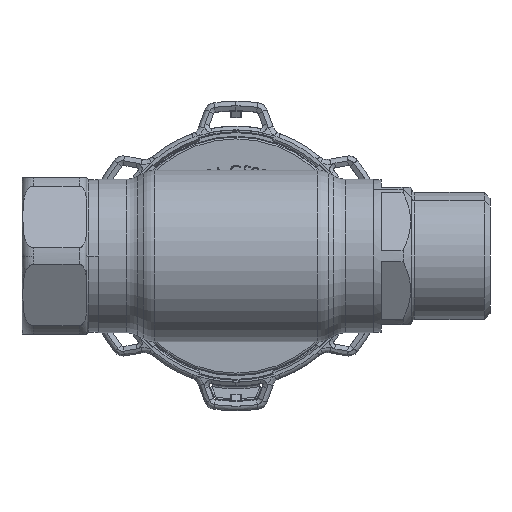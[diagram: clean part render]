
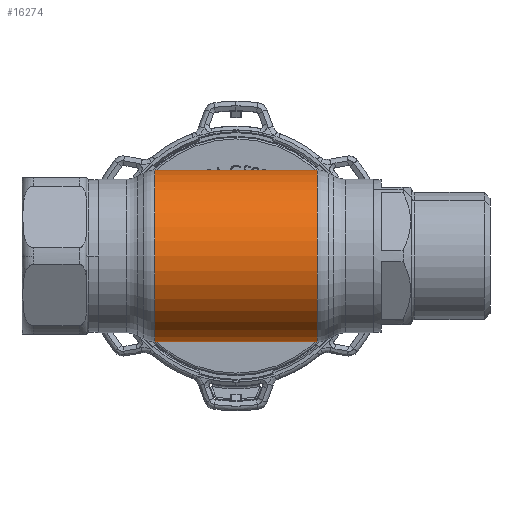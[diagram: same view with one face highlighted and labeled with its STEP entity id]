
A CAD part, front view. The second image highlights one B-rep face of the part: STEP entity #16274.
In plain terms, the highlighted cylindrical face has radius 22.5 mm (diameter 45 mm), a partial arc.
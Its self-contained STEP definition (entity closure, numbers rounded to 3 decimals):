
#766 = VECTOR ( 'NONE', #32406, 1000. ) ;
#2443 = EDGE_CURVE ( 'NONE', #11801, #31537, #5846, .T. ) ;
#3104 = CARTESIAN_POINT ( 'NONE',  ( -62.69, 0., -22.5 ) ) ;
#3818 = FACE_OUTER_BOUND ( 'NONE', #30098, .T. ) ;
#5304 = DIRECTION ( 'NONE',  ( -1., 0., 0. ) ) ;
#5846 = CIRCLE ( 'NONE', #37627, 22.5 ) ;
#5924 = AXIS2_PLACEMENT_3D ( 'NONE', #7909, #28397, #10065 ) ;
#6251 = CARTESIAN_POINT ( 'NONE',  ( -21.285, 0., -22.5 ) ) ;
#7457 = DIRECTION ( 'NONE',  ( -1., 0., 0. ) ) ;
#7622 = CARTESIAN_POINT ( 'NONE',  ( 21.285, 0., 22.5 ) ) ;
#7909 = CARTESIAN_POINT ( 'NONE',  ( -62.69, 0., 0. ) ) ;
#8604 = LINE ( 'NONE', #23626, #766 ) ;
#9406 = CIRCLE ( 'NONE', #12544, 22.5 ) ;
#10065 = DIRECTION ( 'NONE',  ( 0., 0., 1. ) ) ;
#10593 = CARTESIAN_POINT ( 'NONE',  ( 21.285, 0., -22.5 ) ) ;
#11801 = VERTEX_POINT ( 'NONE', #10593 ) ;
#12544 = AXIS2_PLACEMENT_3D ( 'NONE', #24243, #36147, #12951 ) ;
#12951 = DIRECTION ( 'NONE',  ( 0., 0., 1. ) ) ;
#13658 = ORIENTED_EDGE ( 'NONE', *, *, #15961, .F. ) ;
#15049 = EDGE_CURVE ( 'NONE', #31537, #33201, #8604, .T. ) ;
#15749 = CYLINDRICAL_SURFACE ( 'NONE', #5924, 22.5 ) ;
#15961 = EDGE_CURVE ( 'NONE', #11801, #26054, #38607, .T. ) ;
#16274 = ADVANCED_FACE ( 'NONE', ( #3818 ), #15749, .T. ) ;
#16470 = DIRECTION ( 'NONE',  ( 0., 0., 1. ) ) ;
#21462 = ORIENTED_EDGE ( 'NONE', *, *, #15049, .T. ) ;
#23626 = CARTESIAN_POINT ( 'NONE',  ( -62.69, 0., 22.5 ) ) ;
#24243 = CARTESIAN_POINT ( 'NONE',  ( -21.285, 0., 0. ) ) ;
#24816 = ORIENTED_EDGE ( 'NONE', *, *, #2443, .T. ) ;
#25202 = CARTESIAN_POINT ( 'NONE',  ( 21.285, 0., 0. ) ) ;
#26054 = VERTEX_POINT ( 'NONE', #6251 ) ;
#28397 = DIRECTION ( 'NONE',  ( -1., 0., 0. ) ) ;
#29883 = ORIENTED_EDGE ( 'NONE', *, *, #34300, .F. ) ;
#30098 = EDGE_LOOP ( 'NONE', ( #13658, #24816, #21462, #29883 ) ) ;
#31537 = VERTEX_POINT ( 'NONE', #7622 ) ;
#32406 = DIRECTION ( 'NONE',  ( -1., 0., 0. ) ) ;
#33201 = VERTEX_POINT ( 'NONE', #34889 ) ;
#34300 = EDGE_CURVE ( 'NONE', #26054, #33201, #9406, .T. ) ;
#34509 = VECTOR ( 'NONE', #5304, 1000. ) ;
#34889 = CARTESIAN_POINT ( 'NONE',  ( -21.285, 0., 22.5 ) ) ;
#36147 = DIRECTION ( 'NONE',  ( -1., 0., 0. ) ) ;
#37627 = AXIS2_PLACEMENT_3D ( 'NONE', #25202, #7457, #16470 ) ;
#38607 = LINE ( 'NONE', #3104, #34509 ) ;
